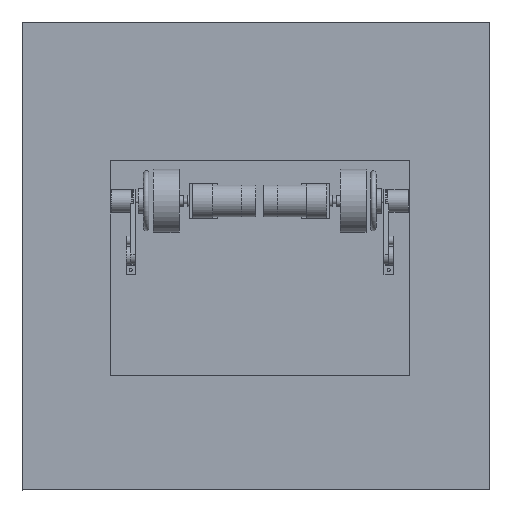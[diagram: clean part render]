
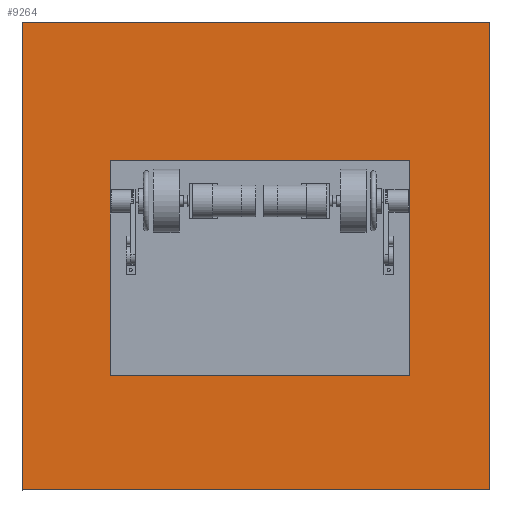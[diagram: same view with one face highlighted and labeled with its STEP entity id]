
A CAD part, top view. The second image highlights one B-rep face of the part: STEP entity #9264.
In plain terms, the highlighted planar face has unit normal (0, -0.001, 1).
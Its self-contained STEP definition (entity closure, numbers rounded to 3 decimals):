
#1210=FACE_OUTER_BOUND('',#1737,.T.);
#1737=EDGE_LOOP('',(#6237,#6238,#6239,#6240));
#2422=LINE('',#14087,#3200);
#2426=LINE('',#14095,#3204);
#2429=LINE('',#14101,#3207);
#2432=LINE('',#14106,#3210);
#3200=VECTOR('',#11166,10.);
#3204=VECTOR('',#11172,10.);
#3207=VECTOR('',#11177,10.);
#3210=VECTOR('',#11182,10.);
#3978=VERTEX_POINT('',#14085);
#3979=VERTEX_POINT('',#14086);
#3982=VERTEX_POINT('',#14094);
#3984=VERTEX_POINT('',#14100);
#4864=EDGE_CURVE('',#3978,#3979,#2422,.T.);
#4868=EDGE_CURVE('',#3982,#3978,#2426,.T.);
#4871=EDGE_CURVE('',#3984,#3982,#2429,.T.);
#4874=EDGE_CURVE('',#3979,#3984,#2432,.T.);
#6237=ORIENTED_EDGE('',*,*,#4874,.F.);
#6238=ORIENTED_EDGE('',*,*,#4864,.F.);
#6239=ORIENTED_EDGE('',*,*,#4868,.F.);
#6240=ORIENTED_EDGE('',*,*,#4871,.F.);
#8939=PLANE('',#10094);
#9264=ADVANCED_FACE('',(#1210),#8939,.T.);
#10094=AXIS2_PLACEMENT_3D('',#14108,#11184,#11185);
#11166=DIRECTION('',(0.,1.,0.));
#11172=DIRECTION('',(-1.,0.,0.));
#11177=DIRECTION('',(0.,-1.,0.));
#11182=DIRECTION('',(1.,0.,0.));
#11184=DIRECTION('center_axis',(0.,0.,1.));
#11185=DIRECTION('ref_axis',(1.,0.,0.));
#14085=CARTESIAN_POINT('',(-250.,-250.,0.));
#14086=CARTESIAN_POINT('',(-250.,250.,0.));
#14087=CARTESIAN_POINT('',(-250.,-250.,0.));
#14094=CARTESIAN_POINT('',(250.,-250.,0.));
#14095=CARTESIAN_POINT('',(250.,-250.,0.));
#14100=CARTESIAN_POINT('',(250.,250.,0.));
#14101=CARTESIAN_POINT('',(250.,250.,0.));
#14106=CARTESIAN_POINT('',(-250.,250.,0.));
#14108=CARTESIAN_POINT('Origin',(0.,0.,0.));
